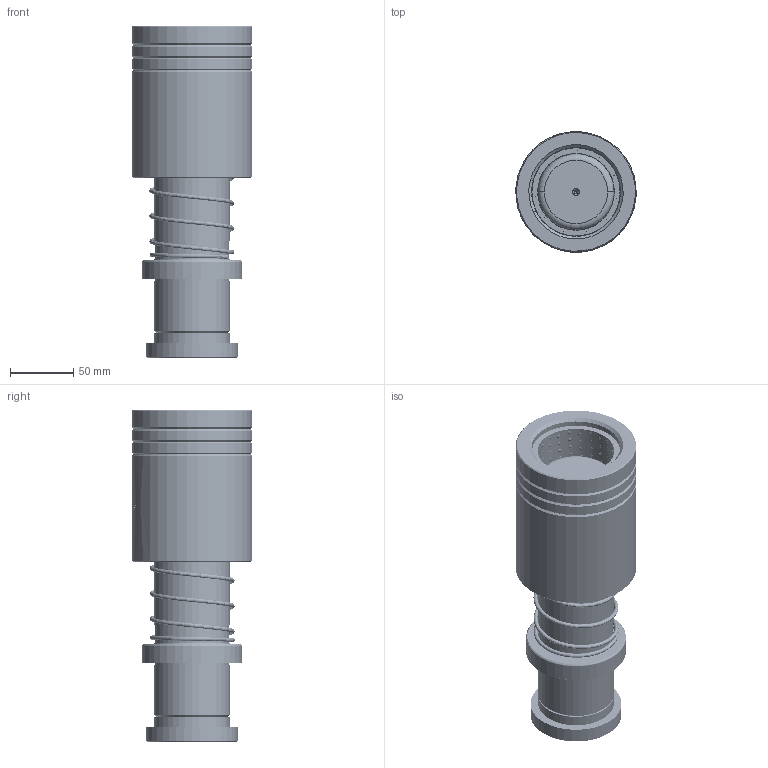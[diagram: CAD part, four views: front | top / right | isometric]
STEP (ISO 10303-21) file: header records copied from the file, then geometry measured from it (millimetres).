
FILE_DESCRIPTION (( 'STEP AP214' ), '1' );
FILE_NAME ('HBSH(HBJH)-D60-L170(BL-120).STEP', '2021-08-13T07:10:46', ( '' ), ( '' ), 'SwSTEP 2.0', 'SolidWorks 2016', '' );
FILE_SCHEMA (( 'AUTOMOTIVE_DESIGN' ));
Length unit declared in the file: millimetre
Products named in the file (345): BALL-D5; BSH-69.5-60.5-L110; DRP蹟簽D60; HWP-D66.9-60.5-L90; DRP-D60-L170; HBSH(HBJH)-D60-L170(BL-120); TBB-D95-d70-L120; BSH-D69.5-60.5-L110郪蚾
Assembly tree (339 placements, depth 3):
  BALL-D5
  BALL-D5
  BALL-D5
  BALL-D5
  BALL-D5
Bounding box: 94.73 x 94.73 x 261.73 mm (x, y, z)
Volume: 1178130 mm3; surface area: 240238.4 mm2
Topology: 335 solids, 335 shells, 1464 faces, 6281 edges, 4170 vertices
Faces by surface type: sphere 1320, cylinder 42, cone 40, torus 24, plane 24, bspline 14
Entity records: 64227 total; most frequent: CARTESIAN_POINT 37444, ORIENTED_EDGE 4624, DIRECTION 4032, EDGE_CURVE 2312, AXIS2_PLACEMENT_3D 1965, VERTEX_POINT 1518, EDGE_LOOP 1472, B_SPLINE_CURVE_WITH_KNOTS 1385
